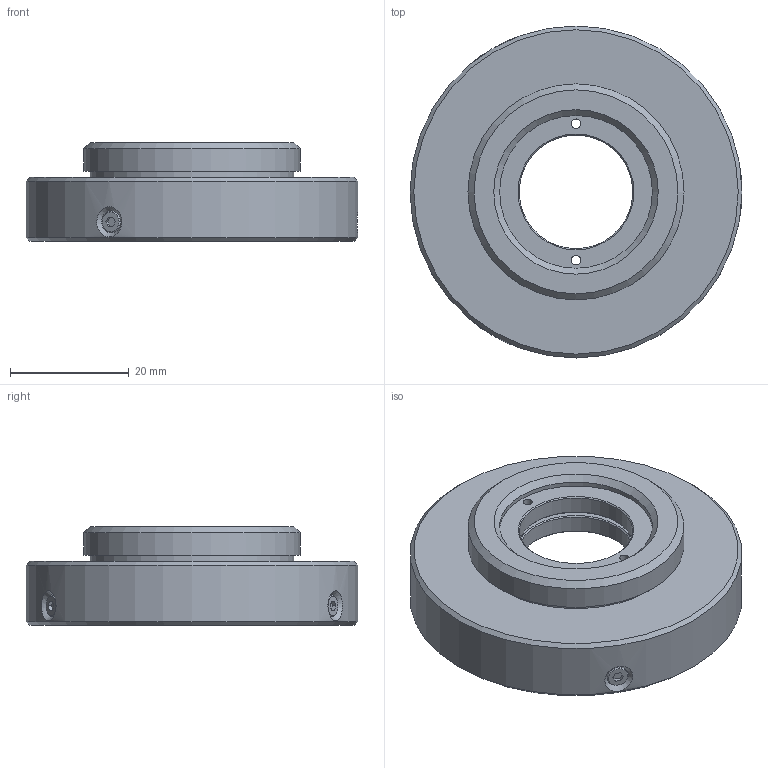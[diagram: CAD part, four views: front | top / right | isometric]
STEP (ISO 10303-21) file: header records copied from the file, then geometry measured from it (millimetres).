
FILE_DESCRIPTION((''),'2;1');
FILE_NAME('is-oly-f.stp','2011-11-10T14:38:41',('JC'),(''),'Autodesk Inventor 11','Autodesk Inventor 11','');
FILE_SCHEMA(('AUTOMOTIVE_DESIGN { 1 0 10303 214 1 1 1 1 }'));
Length unit declared in the file: inch
Products named in the file (1): is-oly-f1
Bounding box: 55.88 x 55.88 x 16.64 mm (x, y, z)
Volume: 19461.2 mm3; surface area: 8825.2 mm2
Topology: 1 solids, 1 shells, 62 faces, 142 edges, 94 vertices
Faces by surface type: plane 33, cone 16, cylinder 13
Full cylindrical faces by diameter (mm): 1.575 x4, 19.114 x2, 25.718 x3, 34.29 x1, 36.373 x1, 42.088 x1, 55.88 x1
Entity records: 1650 total; most frequent: CARTESIAN_POINT 354, DIRECTION 264, ORIENTED_EDGE 204, EDGE_LOOP 114, AXIS2_PLACEMENT_3D 105, EDGE_CURVE 102, VERTEX_POINT 84, FACE_OUTER_BOUND 62
